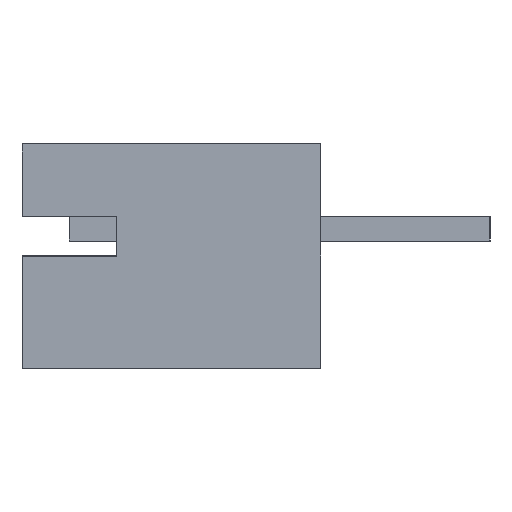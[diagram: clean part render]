
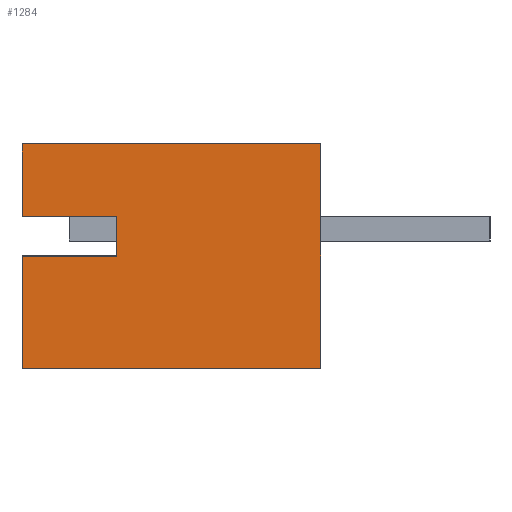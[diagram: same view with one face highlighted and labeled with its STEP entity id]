
A CAD part, left-side view. The second image highlights one B-rep face of the part: STEP entity #1284.
In plain terms, the highlighted planar face has unit normal (-1, 0, 0).
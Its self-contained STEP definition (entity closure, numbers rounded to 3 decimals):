
#184 = VERTEX_POINT ( 'NONE', #2107 ) ;
#186 = EDGE_CURVE ( 'NONE', #1458, #184, #2166, .T. ) ;
#270 = EDGE_CURVE ( 'NONE', #184, #1547, #2323, .T. ) ;
#1280 = ORIENTED_EDGE ( 'NONE', *, *, #1512, .T. ) ;
#1281 = ORIENTED_EDGE ( 'NONE', *, *, #1523, .T. ) ;
#1282 = ORIENTED_EDGE ( 'NONE', *, *, #1449, .T. ) ;
#1284 = ADVANCED_FACE ( 'NONE', ( #5769 ), #5813, .F. ) ;
#1352 = ORIENTED_EDGE ( 'NONE', *, *, #1358, .T. ) ;
#1354 = ORIENTED_EDGE ( 'NONE', *, *, #186, .T. ) ;
#1355 = ORIENTED_EDGE ( 'NONE', *, *, #270, .T. ) ;
#1356 = ORIENTED_EDGE ( 'NONE', *, *, #1562, .T. ) ;
#1358 = EDGE_CURVE ( 'NONE', #1532, #1461, #5960, .T. ) ;
#1359 = EDGE_LOOP ( 'NONE', ( #1360, #1354, #1355, #1356, #1280, #1281, #1282, #1352 ) ) ;
#1360 = ORIENTED_EDGE ( 'NONE', *, *, #1460, .T. ) ;
#1449 = EDGE_CURVE ( 'NONE', #1521, #1532, #6134, .T. ) ;
#1458 = VERTEX_POINT ( 'NONE', #6219 ) ;
#1460 = EDGE_CURVE ( 'NONE', #1461, #1458, #6218, .T. ) ;
#1461 = VERTEX_POINT ( 'NONE', #6214 ) ;
#1510 = VERTEX_POINT ( 'NONE', #6326 ) ;
#1512 = EDGE_CURVE ( 'NONE', #1560, #1510, #6324, .T. ) ;
#1521 = VERTEX_POINT ( 'NONE', #6357 ) ;
#1523 = EDGE_CURVE ( 'NONE', #1510, #1521, #6355, .T. ) ;
#1532 = VERTEX_POINT ( 'NONE', #6378 ) ;
#1547 = VERTEX_POINT ( 'NONE', #6438 ) ;
#1560 = VERTEX_POINT ( 'NONE', #6473 ) ;
#1562 = EDGE_CURVE ( 'NONE', #1547, #1560, #6471, .T. ) ;
#2107 = CARTESIAN_POINT ( 'NONE',  ( -50.85, 0., 4.5 ) ) ;
#2163 = DIRECTION ( 'NONE',  ( 0., 0., 1. ) ) ;
#2164 = VECTOR ( 'NONE', #2163, 1000. ) ;
#2165 = CARTESIAN_POINT ( 'NONE',  ( -50.85, 0., 0. ) ) ;
#2166 = LINE ( 'NONE', #2165, #2164 ) ;
#2320 = DIRECTION ( 'NONE',  ( 0., 1., 0. ) ) ;
#2321 = VECTOR ( 'NONE', #2320, 1000. ) ;
#2322 = CARTESIAN_POINT ( 'NONE',  ( -50.85, 0., 4.5 ) ) ;
#2323 = LINE ( 'NONE', #2322, #2321 ) ;
#5769 = FACE_OUTER_BOUND ( 'NONE', #1359, .T. ) ;
#5809 = DIRECTION ( 'NONE',  ( 0., 0., -1. ) ) ;
#5810 = DIRECTION ( 'NONE',  ( 1., 0., 0. ) ) ;
#5811 = CARTESIAN_POINT ( 'NONE',  ( -50.85, 6., 0. ) ) ;
#5812 = AXIS2_PLACEMENT_3D ( 'NONE', #5811, #5810, #5809 ) ;
#5813 = PLANE ( 'NONE',  #5812 ) ;
#5957 = DIRECTION ( 'NONE',  ( 0., 0., -1. ) ) ;
#5958 = VECTOR ( 'NONE', #5957, 1000. ) ;
#5959 = CARTESIAN_POINT ( 'NONE',  ( -50.85, 6., 0. ) ) ;
#5960 = LINE ( 'NONE', #5959, #5958 ) ;
#6128 = CARTESIAN_POINT ( 'NONE',  ( -50.85, 6., 2.25 ) ) ;
#6134 = LINE ( 'NONE', #6128, #6180 ) ;
#6179 = DIRECTION ( 'NONE',  ( 0., 1., 0. ) ) ;
#6180 = VECTOR ( 'NONE', #6179, 1000. ) ;
#6214 = CARTESIAN_POINT ( 'NONE',  ( -50.85, 6., 0. ) ) ;
#6215 = DIRECTION ( 'NONE',  ( 0., -1., 0. ) ) ;
#6216 = VECTOR ( 'NONE', #6215, 1000. ) ;
#6217 = CARTESIAN_POINT ( 'NONE',  ( -50.85, 0., 0. ) ) ;
#6218 = LINE ( 'NONE', #6217, #6216 ) ;
#6219 = CARTESIAN_POINT ( 'NONE',  ( -50.85, 0., 0. ) ) ;
#6321 = DIRECTION ( 'NONE',  ( 0., -1., 0. ) ) ;
#6322 = VECTOR ( 'NONE', #6321, 1000. ) ;
#6323 = CARTESIAN_POINT ( 'NONE',  ( -50.85, 4.1, 3.05 ) ) ;
#6324 = LINE ( 'NONE', #6323, #6322 ) ;
#6326 = CARTESIAN_POINT ( 'NONE',  ( -50.85, 4.1, 3.05 ) ) ;
#6352 = DIRECTION ( 'NONE',  ( 0., 0., -1. ) ) ;
#6353 = VECTOR ( 'NONE', #6352, 1000. ) ;
#6354 = CARTESIAN_POINT ( 'NONE',  ( -50.85, 4.1, 2.25 ) ) ;
#6355 = LINE ( 'NONE', #6354, #6353 ) ;
#6357 = CARTESIAN_POINT ( 'NONE',  ( -50.85, 4.1, 2.25 ) ) ;
#6378 = CARTESIAN_POINT ( 'NONE',  ( -50.85, 6., 2.25 ) ) ;
#6438 = CARTESIAN_POINT ( 'NONE',  ( -50.85, 6., 4.5 ) ) ;
#6468 = DIRECTION ( 'NONE',  ( 0., 0., -1. ) ) ;
#6469 = VECTOR ( 'NONE', #6468, 1000. ) ;
#6470 = CARTESIAN_POINT ( 'NONE',  ( -50.85, 6., 3.05 ) ) ;
#6471 = LINE ( 'NONE', #6470, #6469 ) ;
#6473 = CARTESIAN_POINT ( 'NONE',  ( -50.85, 6., 3.05 ) ) ;
